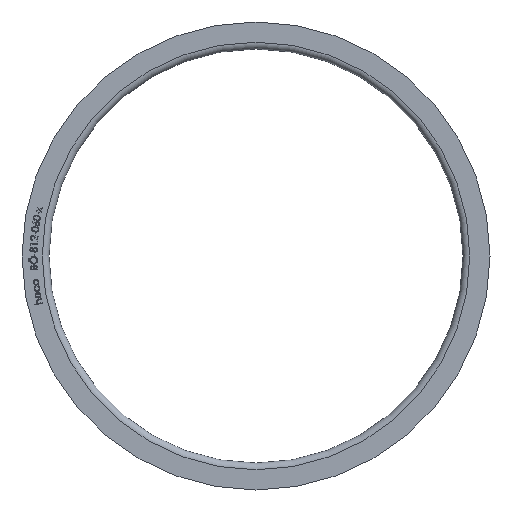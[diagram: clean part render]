
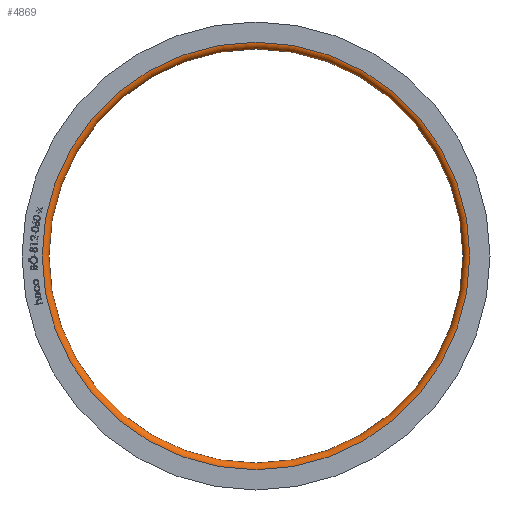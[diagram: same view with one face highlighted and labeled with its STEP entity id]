
A CAD part, left-side view. The second image highlights one B-rep face of the part: STEP entity #4869.
In plain terms, the highlighted toroidal (fillet/blend) face has major radius 413.4 mm and minor radius 13 mm.
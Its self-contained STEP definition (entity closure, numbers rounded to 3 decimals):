
#661 = CIRCLE ( 'NONE', #10348, 413.4 ) ;
#819 = DIRECTION ( 'NONE',  ( -1., 0., 0. ) ) ;
#974 = FACE_OUTER_BOUND ( 'NONE', #11521, .T. ) ;
#1119 = CARTESIAN_POINT ( 'NONE',  ( 13., 0., 0. ) ) ;
#1921 = CARTESIAN_POINT ( 'NONE',  ( 13., 0., 0. ) ) ;
#3074 = AXIS2_PLACEMENT_3D ( 'NONE', #1119, #4922, #3461 ) ;
#3461 = DIRECTION ( 'NONE',  ( 0., 0., 1. ) ) ;
#3547 = EDGE_CURVE ( 'NONE', #10839, #10839, #661, .T. ) ;
#3669 = TOROIDAL_SURFACE ( 'NONE', #11079, 413.4, 13. ) ;
#4026 = CARTESIAN_POINT ( 'NONE',  ( 13., 0., 400.4 ) ) ;
#4812 = ORIENTED_EDGE ( 'NONE', *, *, #3547, .T. ) ;
#4869 = ADVANCED_FACE ( 'NONE', ( #10424, #974 ), #3669, .T. ) ;
#4886 = CARTESIAN_POINT ( 'NONE',  ( 0., 0., 413.4 ) ) ;
#4922 = DIRECTION ( 'NONE',  ( -1., 0., 0. ) ) ;
#6203 = DIRECTION ( 'NONE',  ( 0., 0., 1. ) ) ;
#7275 = CIRCLE ( 'NONE', #3074, 400.4 ) ;
#10275 = DIRECTION ( 'NONE',  ( 0., 0., 1. ) ) ;
#10348 = AXIS2_PLACEMENT_3D ( 'NONE', #14353, #14428, #6203 ) ;
#10424 = FACE_OUTER_BOUND ( 'NONE', #14510, .T. ) ;
#10781 = ORIENTED_EDGE ( 'NONE', *, *, #14150, .F. ) ;
#10839 = VERTEX_POINT ( 'NONE', #4886 ) ;
#11079 = AXIS2_PLACEMENT_3D ( 'NONE', #1921, #819, #10275 ) ;
#11521 = EDGE_LOOP ( 'NONE', ( #4812 ) ) ;
#12102 = VERTEX_POINT ( 'NONE', #4026 ) ;
#14150 = EDGE_CURVE ( 'NONE', #12102, #12102, #7275, .T. ) ;
#14353 = CARTESIAN_POINT ( 'NONE',  ( 0., 0., 0. ) ) ;
#14428 = DIRECTION ( 'NONE',  ( -1., 0., 0. ) ) ;
#14510 = EDGE_LOOP ( 'NONE', ( #10781 ) ) ;
